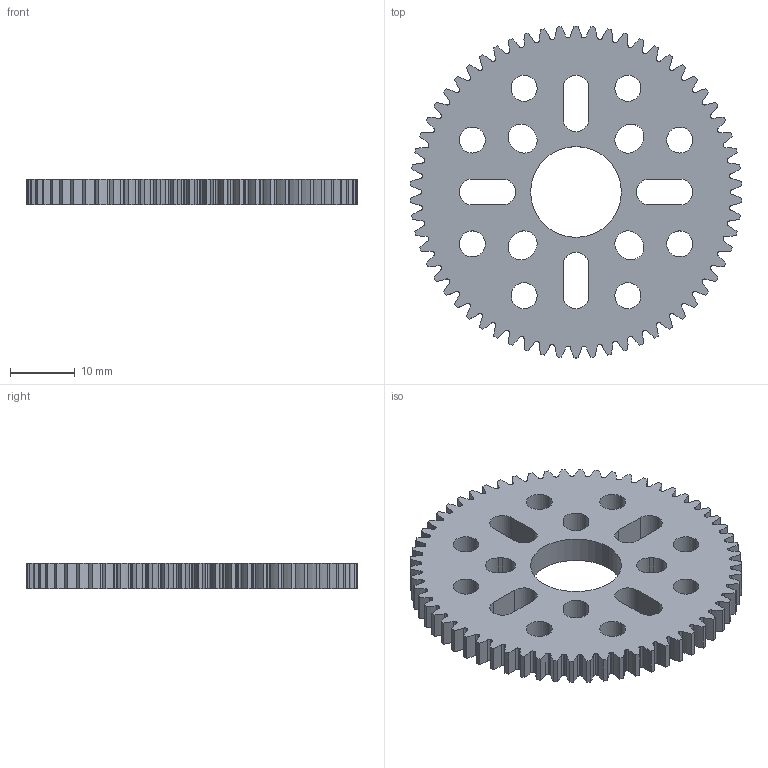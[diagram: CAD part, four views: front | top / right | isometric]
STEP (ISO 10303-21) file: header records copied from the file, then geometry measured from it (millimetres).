
FILE_DESCRIPTION (( 'STEP AP203' ), '1' );
FILE_NAME ('2312-0014-0062.STEP', '2019-08-22T15:49:39', ( '' ), ( '' ), 'SwSTEP 2.0', 'SolidWorks 2016', '' );
FILE_SCHEMA (( 'CONFIG_CONTROL_DESIGN' ));
Length unit declared in the file: millimetre
Products named in the file (1): 2312-0014-0062
Bounding box: 51.16 x 51.2 x 4 mm (x, y, z)
Volume: 5934.7 mm3; surface area: 5336.5 mm2
Topology: 1 solids, 1 shells, 555 faces, 1659 edges, 1106 vertices
Faces by surface type: bspline 248, cylinder 165, plane 142
Entity records: 26684 total; most frequent: CARTESIAN_POINT 12993, ORIENTED_EDGE 3318, DIRECTION 2109, EDGE_CURVE 1659, VERTEX_POINT 1106, LINE 833, VECTOR 833, AXIS2_PLACEMENT_3D 638
